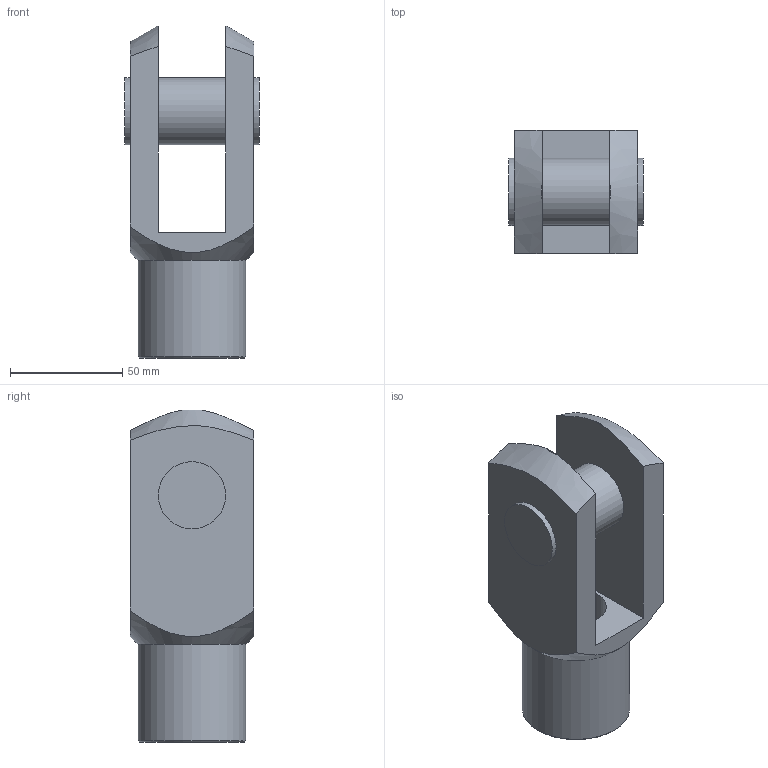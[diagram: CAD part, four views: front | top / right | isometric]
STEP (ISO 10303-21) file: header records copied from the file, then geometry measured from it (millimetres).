
FILE_DESCRIPTION((''),'2;1');
FILE_NAME('1320_125_13F.stp','2006-07-10T16:28:52',('rivolro1'),(''),'Autodesk Inventor 11','Autodesk Inventor 11','');
FILE_SCHEMA(('AUTOMOTIVE_DESIGN { 1 0 10303 214 1 1 1 1 }'));
Length unit declared in the file: millimetre
Products named in the file (1): 1320_125_13F
Bounding box: 60 x 55 x 148 mm (x, y, z)
Volume: 221600.9 mm3; surface area: 42722.9 mm2
Topology: 1 solids, 1 shells, 22 faces, 52 edges, 34 vertices
Faces by surface type: plane 12, cone 4, cylinder 4, bspline 2
Full cylindrical faces by diameter (mm): 30 x3, 48 x1
Entity records: 619 total; most frequent: CARTESIAN_POINT 159, DIRECTION 84, ORIENTED_EDGE 84, EDGE_CURVE 42, EDGE_LOOP 36, AXIS2_PLACEMENT_3D 35, VERTEX_POINT 32, FACE_OUTER_BOUND 22
